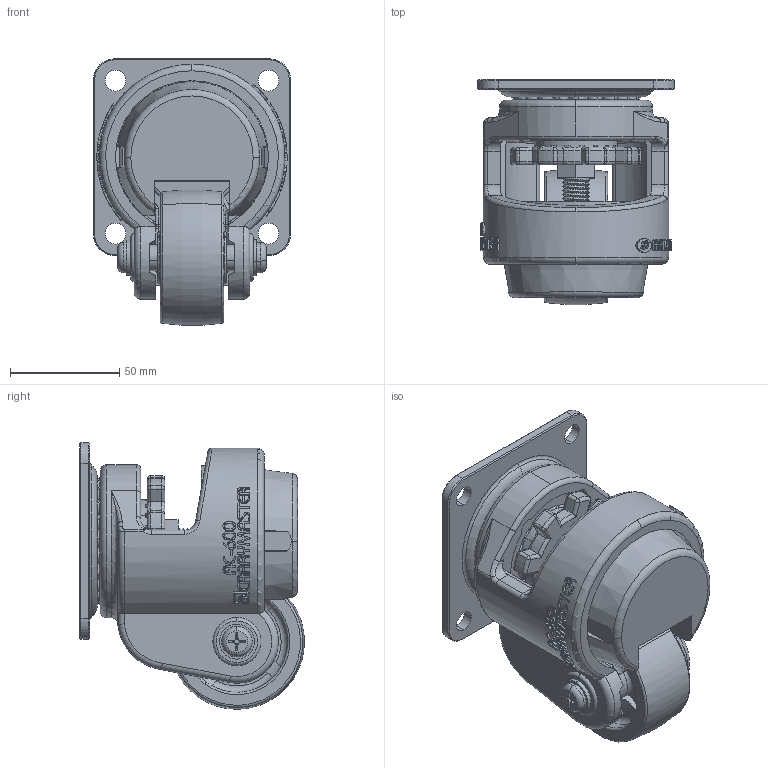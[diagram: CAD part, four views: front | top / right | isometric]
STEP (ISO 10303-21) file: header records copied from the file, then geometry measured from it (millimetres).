
FILE_DESCRIPTION (( 'STEP AP203' ), '1' );
FILE_NAME ('AC-600F.STEP', '2015-08-25T05:20:04', ( 'WON SINCHUL' ), ( 'Hewlett-Packard Company' ), 'SwSTEP 2.0', 'SolidWorks 2015', '' );
FILE_SCHEMA (( 'CONFIG_CONTROL_DESIGN' ));
Length unit declared in the file: millimetre
Products named in the file (1): AC-600F
Bounding box: 90 x 102.81 x 121.9 mm (x, y, z)
Volume: 418174 mm3; surface area: 141617.4 mm2
Topology: 45 solids, 45 shells, 1961 faces, 5204 edges, 3344 vertices
Faces by surface type: plane 818, bspline 421, cylinder 417, torus 158, sphere 100, cone 47
Entity records: 106565 total; most frequent: CARTESIAN_POINT 62295, ORIENTED_EDGE 10024, DIRECTION 7823, EDGE_CURVE 5012, VERTEX_POINT 3254, AXIS2_PLACEMENT_3D 2762, VECTOR 2299, LINE 2299
